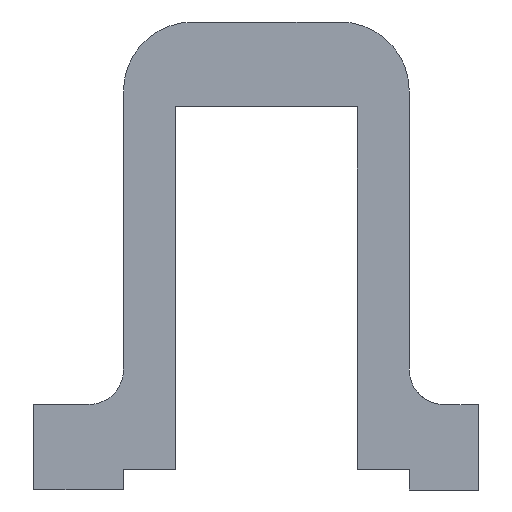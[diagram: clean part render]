
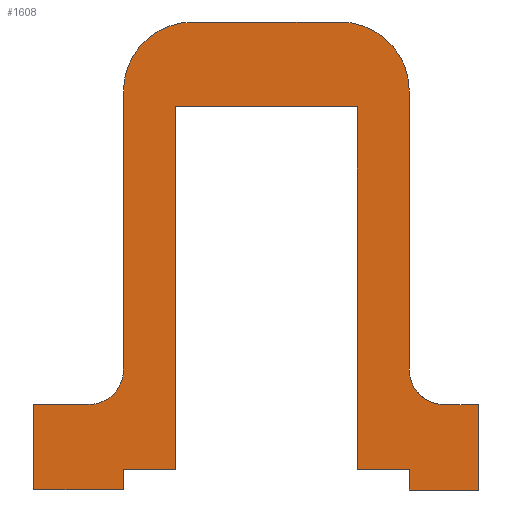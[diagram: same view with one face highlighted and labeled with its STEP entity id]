
A CAD part, front view. The second image highlights one B-rep face of the part: STEP entity #1608.
In plain terms, the highlighted planar face has unit normal (0, -1, 0).
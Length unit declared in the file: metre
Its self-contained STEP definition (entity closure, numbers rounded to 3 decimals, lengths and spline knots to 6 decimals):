
#64=CIRCLE('',#1714,0.005);
#66=CIRCLE('',#1719,0.005);
#67=CIRCLE('',#1720,0.01);
#68=CIRCLE('',#1721,0.01);
#119=FACE_OUTER_BOUND('',#210,.T.);
#210=EDGE_LOOP('',(#1084,#1085,#1086,#1087,#1088,#1089,#1090,#1091,#1092,
#1093,#1094,#1095,#1096,#1097,#1098,#1099,#1100,#1101,#1102,#1103));
#317=LINE('',#2335,#497);
#327=LINE('',#2366,#507);
#328=LINE('',#2369,#508);
#329=LINE('',#2371,#509);
#330=LINE('',#2373,#510);
#331=LINE('',#2375,#511);
#332=LINE('',#2377,#512);
#333=LINE('',#2379,#513);
#334=LINE('',#2381,#514);
#335=LINE('',#2383,#515);
#336=LINE('',#2385,#516);
#337=LINE('',#2387,#517);
#338=LINE('',#2389,#518);
#339=LINE('',#2393,#519);
#340=LINE('',#2397,#520);
#341=LINE('',#2400,#521);
#497=VECTOR('',#1859,0.01);
#507=VECTOR('',#1889,0.01);
#508=VECTOR('',#1892,0.01);
#509=VECTOR('',#1893,0.01);
#510=VECTOR('',#1894,0.01);
#511=VECTOR('',#1895,0.01);
#512=VECTOR('',#1896,1.);
#513=VECTOR('',#1897,0.01);
#514=VECTOR('',#1898,0.01);
#515=VECTOR('',#1899,0.01);
#516=VECTOR('',#1900,0.01);
#517=VECTOR('',#1901,0.01);
#518=VECTOR('',#1902,0.01);
#519=VECTOR('',#1905,1.);
#520=VECTOR('',#1908,0.01);
#521=VECTOR('',#1911,1.);
#677=VERTEX_POINT('',#2332);
#678=VERTEX_POINT('',#2334);
#683=VERTEX_POINT('',#2347);
#684=VERTEX_POINT('',#2349);
#690=VERTEX_POINT('',#2368);
#691=VERTEX_POINT('',#2370);
#692=VERTEX_POINT('',#2372);
#693=VERTEX_POINT('',#2374);
#694=VERTEX_POINT('',#2376);
#695=VERTEX_POINT('',#2378);
#696=VERTEX_POINT('',#2380);
#697=VERTEX_POINT('',#2382);
#698=VERTEX_POINT('',#2384);
#699=VERTEX_POINT('',#2386);
#700=VERTEX_POINT('',#2388);
#701=VERTEX_POINT('',#2390);
#702=VERTEX_POINT('',#2392);
#703=VERTEX_POINT('',#2394);
#704=VERTEX_POINT('',#2396);
#705=VERTEX_POINT('',#2398);
#831=EDGE_CURVE('',#677,#678,#317,.T.);
#837=EDGE_CURVE('',#683,#684,#64,.T.);
#846=EDGE_CURVE('',#683,#678,#327,.T.);
#847=EDGE_CURVE('',#690,#677,#328,.T.);
#848=EDGE_CURVE('',#690,#691,#329,.T.);
#849=EDGE_CURVE('',#692,#691,#330,.T.);
#850=EDGE_CURVE('',#692,#693,#331,.T.);
#851=EDGE_CURVE('',#693,#694,#332,.T.);
#852=EDGE_CURVE('',#694,#695,#333,.T.);
#853=EDGE_CURVE('',#696,#695,#334,.T.);
#854=EDGE_CURVE('',#696,#697,#335,.T.);
#855=EDGE_CURVE('',#697,#698,#336,.T.);
#856=EDGE_CURVE('',#698,#699,#337,.T.);
#857=EDGE_CURVE('',#700,#699,#338,.T.);
#858=EDGE_CURVE('',#701,#700,#66,.T.);
#859=EDGE_CURVE('',#701,#702,#339,.T.);
#860=EDGE_CURVE('',#703,#702,#67,.T.);
#861=EDGE_CURVE('',#703,#704,#340,.T.);
#862=EDGE_CURVE('',#705,#704,#68,.T.);
#863=EDGE_CURVE('',#684,#705,#341,.T.);
#1084=ORIENTED_EDGE('',*,*,#837,.F.);
#1085=ORIENTED_EDGE('',*,*,#846,.T.);
#1086=ORIENTED_EDGE('',*,*,#831,.F.);
#1087=ORIENTED_EDGE('',*,*,#847,.F.);
#1088=ORIENTED_EDGE('',*,*,#848,.T.);
#1089=ORIENTED_EDGE('',*,*,#849,.F.);
#1090=ORIENTED_EDGE('',*,*,#850,.T.);
#1091=ORIENTED_EDGE('',*,*,#851,.T.);
#1092=ORIENTED_EDGE('',*,*,#852,.T.);
#1093=ORIENTED_EDGE('',*,*,#853,.F.);
#1094=ORIENTED_EDGE('',*,*,#854,.T.);
#1095=ORIENTED_EDGE('',*,*,#855,.T.);
#1096=ORIENTED_EDGE('',*,*,#856,.T.);
#1097=ORIENTED_EDGE('',*,*,#857,.F.);
#1098=ORIENTED_EDGE('',*,*,#858,.F.);
#1099=ORIENTED_EDGE('',*,*,#859,.T.);
#1100=ORIENTED_EDGE('',*,*,#860,.F.);
#1101=ORIENTED_EDGE('',*,*,#861,.T.);
#1102=ORIENTED_EDGE('',*,*,#862,.F.);
#1103=ORIENTED_EDGE('',*,*,#863,.F.);
#1539=PLANE('',#1718);
#1608=ADVANCED_FACE('',(#119),#1539,.T.);
#1714=AXIS2_PLACEMENT_3D('',#2350,#1874,#1875);
#1718=AXIS2_PLACEMENT_3D('',#2367,#1890,#1891);
#1719=AXIS2_PLACEMENT_3D('',#2391,#1903,#1904);
#1720=AXIS2_PLACEMENT_3D('',#2395,#1906,#1907);
#1721=AXIS2_PLACEMENT_3D('',#2399,#1909,#1910);
#1859=DIRECTION('',(0.,0.,1.));
#1874=DIRECTION('center_axis',(0.,-1.,0.));
#1875=DIRECTION('ref_axis',(0.707,0.,-0.707));
#1889=DIRECTION('',(-1.,0.,0.));
#1890=DIRECTION('center_axis',(0.,-1.,0.));
#1891=DIRECTION('ref_axis',(0.,0.,-1.));
#1892=DIRECTION('',(-1.,0.,0.));
#1893=DIRECTION('',(0.,0.,1.));
#1894=DIRECTION('',(-1.,0.,0.));
#1895=DIRECTION('',(0.,0.,1.));
#1896=DIRECTION('',(1.,0.,0.));
#1897=DIRECTION('',(0.,0.,-1.));
#1898=DIRECTION('',(-1.,0.,0.));
#1899=DIRECTION('',(0.,0.,-1.));
#1900=DIRECTION('',(1.,0.,0.));
#1901=DIRECTION('',(0.,0.,1.));
#1902=DIRECTION('',(1.,0.,0.));
#1903=DIRECTION('center_axis',(0.,-1.,0.));
#1904=DIRECTION('ref_axis',(-0.707,0.,-0.707));
#1905=DIRECTION('',(0.,0.,1.));
#1906=DIRECTION('center_axis',(0.,1.,0.));
#1907=DIRECTION('ref_axis',(0.707,0.,0.707));
#1908=DIRECTION('',(-1.,0.,0.));
#1909=DIRECTION('center_axis',(0.,1.,0.));
#1910=DIRECTION('ref_axis',(-0.707,0.,0.707));
#1911=DIRECTION('',(0.,0.,1.));
#2332=CARTESIAN_POINT('',(-0.283545,-0.352644,5.525998));
#2334=CARTESIAN_POINT('',(-0.283545,-0.352644,5.538379));
#2335=CARTESIAN_POINT('',(-0.283545,-0.352644,5.525998));
#2347=CARTESIAN_POINT('',(-0.275545,-0.352644,5.538379));
#2349=CARTESIAN_POINT('',(-0.270545,-0.352644,5.543379));
#2350=CARTESIAN_POINT('Origin',(-0.275545,-0.352644,5.543379));
#2366=CARTESIAN_POINT('',(-0.271545,-0.352644,5.538379));
#2367=CARTESIAN_POINT('Origin',(-0.262545,-0.352644,5.539685));
#2368=CARTESIAN_POINT('',(-0.270545,-0.352644,5.525998));
#2369=CARTESIAN_POINT('',(-0.270545,-0.352644,5.525998));
#2370=CARTESIAN_POINT('',(-0.270545,-0.352644,5.528998));
#2371=CARTESIAN_POINT('',(-0.270545,-0.352644,5.528998));
#2372=CARTESIAN_POINT('',(-0.263045,-0.352644,5.528998));
#2373=CARTESIAN_POINT('',(-0.229145,-0.352644,5.528998));
#2374=CARTESIAN_POINT('',(-0.263045,-0.352644,5.581488));
#2375=CARTESIAN_POINT('',(-0.263045,-0.352644,5.534342));
#2376=CARTESIAN_POINT('',(-0.236645,-0.352644,5.581488));
#2377=CARTESIAN_POINT('',(-0.263045,-0.352644,5.581488));
#2378=CARTESIAN_POINT('',(-0.236645,-0.352644,5.528998));
#2379=CARTESIAN_POINT('',(-0.236645,-0.352644,5.541532));
#2380=CARTESIAN_POINT('',(-0.229145,-0.352644,5.528998));
#2381=CARTESIAN_POINT('',(-0.229145,-0.352644,5.528998));
#2382=CARTESIAN_POINT('',(-0.229145,-0.352644,5.525994));
#2383=CARTESIAN_POINT('',(-0.229145,-0.352644,5.538379));
#2384=CARTESIAN_POINT('',(-0.219145,-0.352644,5.525994));
#2385=CARTESIAN_POINT('',(-0.229145,-0.352644,5.525994));
#2386=CARTESIAN_POINT('',(-0.219145,-0.352644,5.538379));
#2387=CARTESIAN_POINT('',(-0.219145,-0.352644,5.535283));
#2388=CARTESIAN_POINT('',(-0.224145,-0.352644,5.538379));
#2389=CARTESIAN_POINT('',(-0.229145,-0.352644,5.538379));
#2390=CARTESIAN_POINT('',(-0.229145,-0.352644,5.543379));
#2391=CARTESIAN_POINT('Origin',(-0.224145,-0.352644,5.543379));
#2392=CARTESIAN_POINT('',(-0.229145,-0.352644,5.583795));
#2393=CARTESIAN_POINT('',(-0.229145,-0.352644,5.539685));
#2394=CARTESIAN_POINT('',(-0.239145,-0.352644,5.593795));
#2395=CARTESIAN_POINT('Origin',(-0.239145,-0.352644,5.583795));
#2396=CARTESIAN_POINT('',(-0.260545,-0.352644,5.593795));
#2397=CARTESIAN_POINT('',(-0.229145,-0.352644,5.593795));
#2398=CARTESIAN_POINT('',(-0.270545,-0.352644,5.583795));
#2399=CARTESIAN_POINT('Origin',(-0.260545,-0.352644,5.583795));
#2400=CARTESIAN_POINT('',(-0.270545,-0.352644,5.539685));
